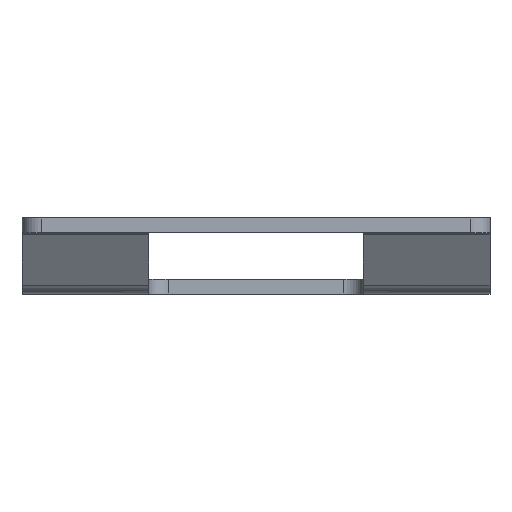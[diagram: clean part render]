
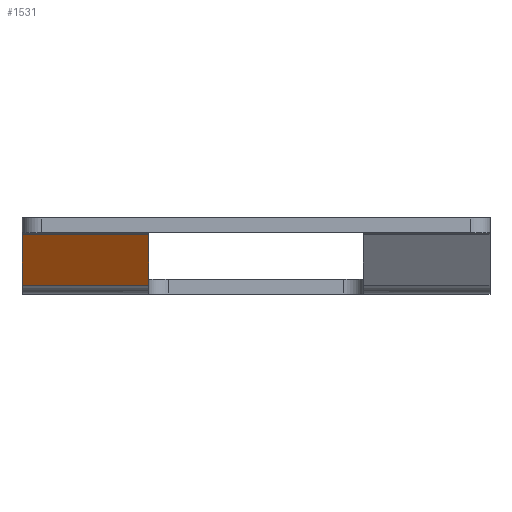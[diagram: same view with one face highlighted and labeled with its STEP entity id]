
A CAD part, left-side view. The second image highlights one B-rep face of the part: STEP entity #1531.
In plain terms, the highlighted planar face has unit normal (-0.839, 0, -0.545).
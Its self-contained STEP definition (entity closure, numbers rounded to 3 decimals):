
#8 = VECTOR ( 'NONE', #80, 1000. ) ;
#19 = VERTEX_POINT ( 'NONE', #1384 ) ;
#80 = DIRECTION ( 'NONE',  ( -0.545, 0., 0.839 ) ) ;
#91 = EDGE_LOOP ( 'NONE', ( #202, #431, #888, #524 ) ) ;
#99 = LINE ( 'NONE', #1031, #1207 ) ;
#160 = VECTOR ( 'NONE', #311, 1000. ) ;
#202 = ORIENTED_EDGE ( 'NONE', *, *, #1896, .T. ) ;
#275 = VERTEX_POINT ( 'NONE', #877 ) ;
#311 = DIRECTION ( 'NONE',  ( 0., -1., 0. ) ) ;
#333 = CARTESIAN_POINT ( 'NONE',  ( -37.943, 24., 6.072 ) ) ;
#356 = CARTESIAN_POINT ( 'NONE',  ( -34., 24., 0. ) ) ;
#377 = VECTOR ( 'NONE', #869, 1000. ) ;
#431 = ORIENTED_EDGE ( 'NONE', *, *, #1725, .T. ) ;
#506 = EDGE_CURVE ( 'NONE', #19, #1625, #966, .T. ) ;
#524 = ORIENTED_EDGE ( 'NONE', *, *, #1899, .F. ) ;
#542 = CARTESIAN_POINT ( 'NONE',  ( -34.591, 24., 0.911 ) ) ;
#690 = FACE_OUTER_BOUND ( 'NONE', #91, .T. ) ;
#706 = DIRECTION ( 'NONE',  ( 0., -1., 0. ) ) ;
#869 = DIRECTION ( 'NONE',  ( -0.545, 0., 0.839 ) ) ;
#877 = CARTESIAN_POINT ( 'NONE',  ( -34.591, 11., 0.911 ) ) ;
#879 = CARTESIAN_POINT ( 'NONE',  ( -34., 24., 0. ) ) ;
#888 = ORIENTED_EDGE ( 'NONE', *, *, #506, .F. ) ;
#947 = DIRECTION ( 'NONE',  ( 0.545, 0., -0.839 ) ) ;
#966 = LINE ( 'NONE', #333, #160 ) ;
#1031 = CARTESIAN_POINT ( 'NONE',  ( -34.591, 24., 0.911 ) ) ;
#1044 = LINE ( 'NONE', #1309, #8 ) ;
#1053 = VERTEX_POINT ( 'NONE', #542 ) ;
#1128 = CARTESIAN_POINT ( 'NONE',  ( -37.943, 11., 6.072 ) ) ;
#1135 = PLANE ( 'NONE',  #1904 ) ;
#1207 = VECTOR ( 'NONE', #706, 1000. ) ;
#1309 = CARTESIAN_POINT ( 'NONE',  ( -34., 11., 0. ) ) ;
#1384 = CARTESIAN_POINT ( 'NONE',  ( -37.943, 24., 6.072 ) ) ;
#1441 = DIRECTION ( 'NONE',  ( 0.839, 0., 0.545 ) ) ;
#1531 = ADVANCED_FACE ( 'NONE', ( #690 ), #1135, .F. ) ;
#1625 = VERTEX_POINT ( 'NONE', #1128 ) ;
#1725 = EDGE_CURVE ( 'NONE', #275, #1625, #1044, .T. ) ;
#1742 = LINE ( 'NONE', #879, #377 ) ;
#1896 = EDGE_CURVE ( 'NONE', #1053, #275, #99, .T. ) ;
#1899 = EDGE_CURVE ( 'NONE', #1053, #19, #1742, .T. ) ;
#1904 = AXIS2_PLACEMENT_3D ( 'NONE', #356, #1441, #947 ) ;
